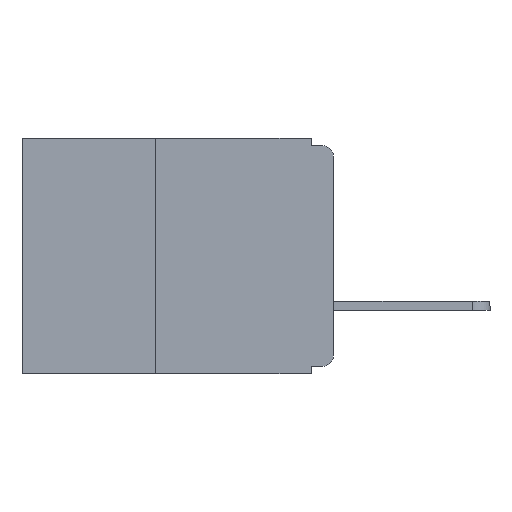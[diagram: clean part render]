
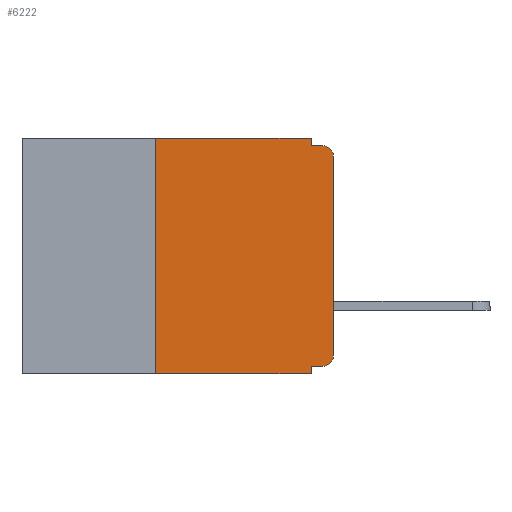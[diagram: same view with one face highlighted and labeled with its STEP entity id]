
A CAD part, left-side view. The second image highlights one B-rep face of the part: STEP entity #6222.
In plain terms, the highlighted planar face has unit normal (-1, 0, 0).
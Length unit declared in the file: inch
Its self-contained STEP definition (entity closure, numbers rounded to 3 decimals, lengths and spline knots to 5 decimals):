
#377 = EDGE_CURVE ( 'NONE', #28307, #9129, #18626, .T. ) ;
#921 = AXIS2_PLACEMENT_3D ( 'NONE', #25906, #12600, #28062 ) ;
#942 = LINE ( 'NONE', #16146, #24200 ) ;
#958 = EDGE_CURVE ( 'NONE', #3129, #22138, #20318, .T. ) ;
#1793 = CARTESIAN_POINT ( 'NONE',  ( 0., 0., -0.01 ) ) ;
#2265 = VERTEX_POINT ( 'NONE', #11705 ) ;
#2329 = LINE ( 'NONE', #8734, #7682 ) ;
#2693 = VECTOR ( 'NONE', #19616, 39.37008 ) ;
#3129 = VERTEX_POINT ( 'NONE', #12254 ) ;
#3311 = CARTESIAN_POINT ( 'NONE',  ( 0., 0., -0.305 ) ) ;
#3602 = AXIS2_PLACEMENT_3D ( 'NONE', #18949, #18888, #18791 ) ;
#4110 = DIRECTION ( 'NONE',  ( 0., -1., 0. ) ) ;
#4569 = CARTESIAN_POINT ( 'NONE',  ( 0., 0.437, 0. ) ) ;
#6216 = ORIENTED_EDGE ( 'NONE', *, *, #8918, .T. ) ;
#6222 = ADVANCED_FACE ( 'NONE', ( #27369 ), #19241, .F. ) ;
#6575 = CARTESIAN_POINT ( 'NONE',  ( 0., 0.031, 0. ) ) ;
#6660 = VECTOR ( 'NONE', #8281, 39.37008 ) ;
#6688 = DIRECTION ( 'NONE',  ( -1., 0., 0. ) ) ;
#6772 = CARTESIAN_POINT ( 'NONE',  ( 0., 0.031, -0.01 ) ) ;
#7101 = ORIENTED_EDGE ( 'NONE', *, *, #16782, .F. ) ;
#7102 = DIRECTION ( 'NONE',  ( 0., 0., 1. ) ) ;
#7264 = VERTEX_POINT ( 'NONE', #23853 ) ;
#7330 = ORIENTED_EDGE ( 'NONE', *, *, #958, .F. ) ;
#7428 = VERTEX_POINT ( 'NONE', #11320 ) ;
#7429 = EDGE_CURVE ( 'NONE', #22138, #7264, #14487, .T. ) ;
#7676 = CARTESIAN_POINT ( 'NONE',  ( 0., 0., 0. ) ) ;
#7682 = VECTOR ( 'NONE', #19933, 39.37008 ) ;
#7820 = VERTEX_POINT ( 'NONE', #23235 ) ;
#8281 = DIRECTION ( 'NONE',  ( 0., 0., 1. ) ) ;
#8584 = ORIENTED_EDGE ( 'NONE', *, *, #16126, .F. ) ;
#8734 = CARTESIAN_POINT ( 'NONE',  ( 0., 0.031, 0. ) ) ;
#8918 = EDGE_CURVE ( 'NONE', #7428, #7264, #22090, .T. ) ;
#9129 = VERTEX_POINT ( 'NONE', #20368 ) ;
#9589 = ORIENTED_EDGE ( 'NONE', *, *, #19476, .F. ) ;
#9840 = ORIENTED_EDGE ( 'NONE', *, *, #11984, .F. ) ;
#10672 = EDGE_CURVE ( 'NONE', #3129, #28307, #24279, .T. ) ;
#10794 = DIRECTION ( 'NONE',  ( 0., 0., -1. ) ) ;
#11320 = CARTESIAN_POINT ( 'NONE',  ( 0., 0.25, -0.33 ) ) ;
#11341 = ORIENTED_EDGE ( 'NONE', *, *, #10672, .T. ) ;
#11393 = VECTOR ( 'NONE', #4110, 39.37008 ) ;
#11705 = CARTESIAN_POINT ( 'NONE',  ( 0., 0.25, 0. ) ) ;
#11984 = EDGE_CURVE ( 'NONE', #7428, #2265, #942, .T. ) ;
#12246 = AXIS2_PLACEMENT_3D ( 'NONE', #20148, #6688, #22405 ) ;
#12254 = CARTESIAN_POINT ( 'NONE',  ( 0., 0.015, -0.32 ) ) ;
#12396 = CARTESIAN_POINT ( 'NONE',  ( 0., 0.031, -0.33 ) ) ;
#12510 = VERTEX_POINT ( 'NONE', #6772 ) ;
#12600 = DIRECTION ( 'NONE',  ( -1., 0., 0. ) ) ;
#14198 = VERTEX_POINT ( 'NONE', #6575 ) ;
#14273 = ORIENTED_EDGE ( 'NONE', *, *, #7429, .F. ) ;
#14355 = ORIENTED_EDGE ( 'NONE', *, *, #24169, .T. ) ;
#14487 = LINE ( 'NONE', #12396, #19723 ) ;
#15215 = CARTESIAN_POINT ( 'NONE',  ( 0., 0.437, -0.33 ) ) ;
#16126 = EDGE_CURVE ( 'NONE', #12510, #7820, #23290, .T. ) ;
#16146 = CARTESIAN_POINT ( 'NONE',  ( 0., 0.25, -0.33 ) ) ;
#16782 = EDGE_CURVE ( 'NONE', #2265, #14198, #18056, .T. ) ;
#18056 = LINE ( 'NONE', #4569, #23292 ) ;
#18626 = LINE ( 'NONE', #7676, #6660 ) ;
#18791 = DIRECTION ( 'NONE',  ( 0., 0., -1. ) ) ;
#18888 = DIRECTION ( 'NONE',  ( 1., 0., 0. ) ) ;
#18949 = CARTESIAN_POINT ( 'NONE',  ( 0., 0.437, 0. ) ) ;
#19241 = PLANE ( 'NONE',  #3602 ) ;
#19476 = EDGE_CURVE ( 'NONE', #14198, #12510, #2329, .T. ) ;
#19616 = DIRECTION ( 'NONE',  ( 0., -1., 0. ) ) ;
#19723 = VECTOR ( 'NONE', #10794, 39.37008 ) ;
#19933 = DIRECTION ( 'NONE',  ( 0., 0., -1. ) ) ;
#20148 = CARTESIAN_POINT ( 'NONE',  ( 0., 0.015, -0.025 ) ) ;
#20318 = LINE ( 'NONE', #21345, #21039 ) ;
#20368 = CARTESIAN_POINT ( 'NONE',  ( 0., 0., -0.025 ) ) ;
#21039 = VECTOR ( 'NONE', #26376, 39.37008 ) ;
#21345 = CARTESIAN_POINT ( 'NONE',  ( 0., 0., -0.32 ) ) ;
#22090 = LINE ( 'NONE', #15215, #2693 ) ;
#22138 = VERTEX_POINT ( 'NONE', #22307 ) ;
#22307 = CARTESIAN_POINT ( 'NONE',  ( 0., 0.031, -0.32 ) ) ;
#22405 = DIRECTION ( 'NONE',  ( 0., 0., -1. ) ) ;
#22552 = DIRECTION ( 'NONE',  ( 0., -1., 0. ) ) ;
#22755 = CIRCLE ( 'NONE', #12246, 0.015 ) ;
#23235 = CARTESIAN_POINT ( 'NONE',  ( 0., 0.015, -0.01 ) ) ;
#23290 = LINE ( 'NONE', #1793, #11393 ) ;
#23292 = VECTOR ( 'NONE', #22552, 39.37008 ) ;
#23853 = CARTESIAN_POINT ( 'NONE',  ( 0., 0.031, -0.33 ) ) ;
#24169 = EDGE_CURVE ( 'NONE', #9129, #7820, #22755, .T. ) ;
#24200 = VECTOR ( 'NONE', #7102, 39.37008 ) ;
#24279 = CIRCLE ( 'NONE', #921, 0.015 ) ;
#25906 = CARTESIAN_POINT ( 'NONE',  ( 0., 0.015, -0.305 ) ) ;
#26376 = DIRECTION ( 'NONE',  ( 0., 1., 0. ) ) ;
#27267 = ORIENTED_EDGE ( 'NONE', *, *, #377, .T. ) ;
#27369 = FACE_OUTER_BOUND ( 'NONE', #28030, .T. ) ;
#28030 = EDGE_LOOP ( 'NONE', ( #27267, #14355, #8584, #9589, #7101, #9840, #6216, #14273, #7330, #11341 ) ) ;
#28062 = DIRECTION ( 'NONE',  ( 0., 0., -1. ) ) ;
#28307 = VERTEX_POINT ( 'NONE', #3311 ) ;
